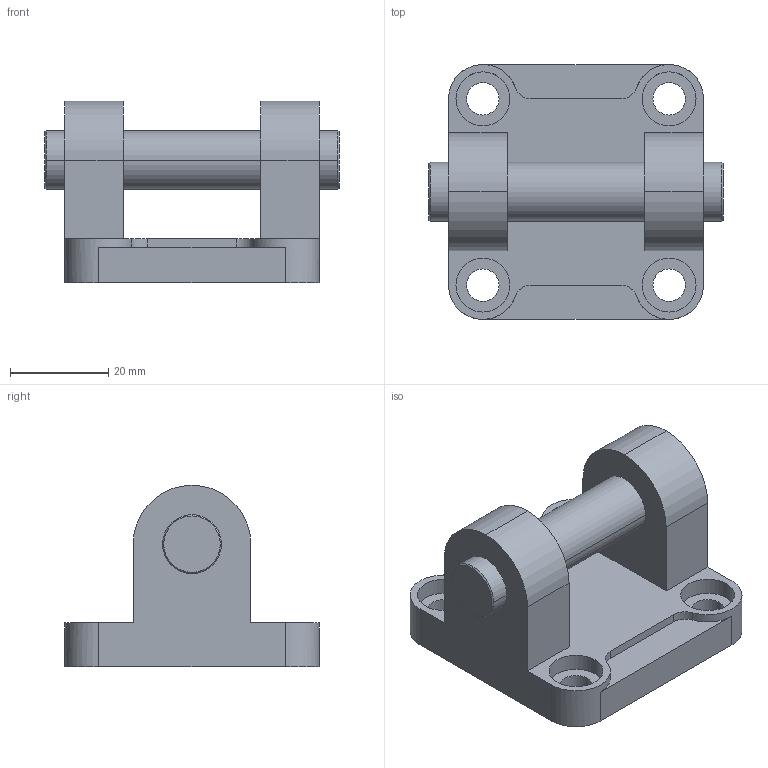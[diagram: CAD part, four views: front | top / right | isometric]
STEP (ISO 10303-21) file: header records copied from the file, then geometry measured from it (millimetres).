
FILE_DESCRIPTION(('STEP AP214'),'1');
FILE_NAME('chape_nc040a.stp','2018-07-24T07:33:12',('TraceParts'),('TraceParts S.A.'),'Spatial InterOp 3D',' ',' ');
FILE_SCHEMA(('automotive_design'));
Length unit declared in the file: millimetre
Products named in the file (1): chape_nc040a
Bounding box: 60 x 52 x 37 mm (x, y, z)
Volume: 35107.8 mm3; surface area: 12983.3 mm2
Topology: 1 solids, 1 shells, 63 faces, 158 edges, 104 vertices
Faces by surface type: cylinder 36, plane 23, cone 4
Entity records: 1955 total; most frequent: DIRECTION 366, CARTESIAN_POINT 326, ORIENTED_EDGE 316, EDGE_CURVE 158, AXIS2_PLACEMENT_3D 144, VERTEX_POINT 104, EDGE_LOOP 80, CIRCLE 80
